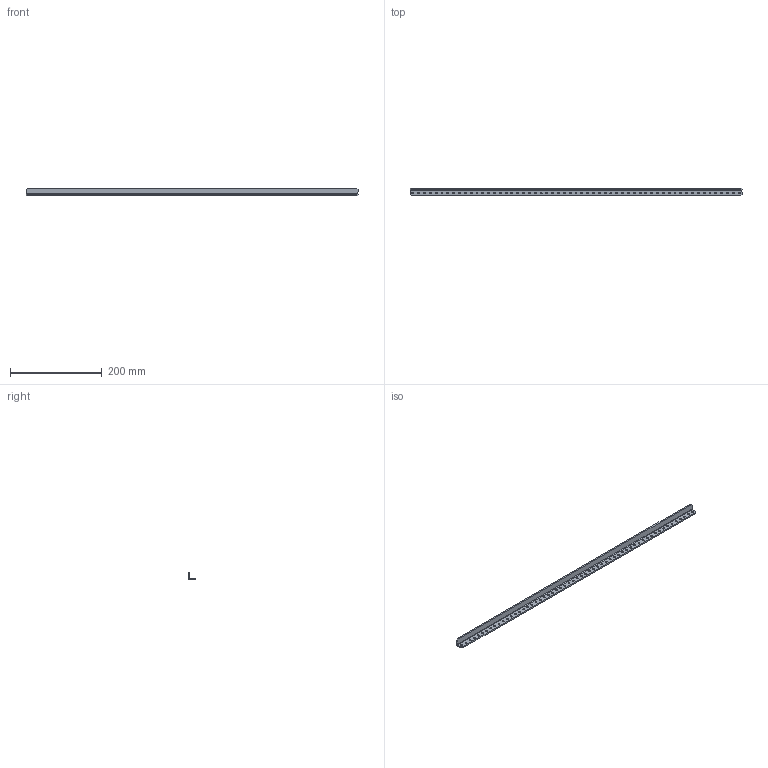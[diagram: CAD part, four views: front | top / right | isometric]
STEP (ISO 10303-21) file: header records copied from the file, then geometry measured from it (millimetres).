
FILE_DESCRIPTION (( 'STEP AP203' ), '1' );
FILE_NAME ('217-3648-004 Rev2.STEP', '2014-01-10T22:40:16', ( '' ), ( '' ), 'SwSTEP 2.0', 'SolidWorks 2013', '' );
FILE_SCHEMA (( 'CONFIG_CONTROL_DESIGN' ));
Length unit declared in the file: inch
Products named in the file (1): 217-3648-004 Rev2
Bounding box: 723.9 x 17.09 x 17.09 mm (x, y, z)
Volume: 66011.5 mm3; surface area: 48698.4 mm2
Topology: 1 solids, 1 shells, 132 faces, 382 edges, 252 vertices
Faces by surface type: cylinder 116, plane 16
Entity records: 4781 total; most frequent: DIRECTION 880, CARTESIAN_POINT 767, ORIENTED_EDGE 764, EDGE_CURVE 382, AXIS2_PLACEMENT_3D 365, VERTEX_POINT 252, EDGE_LOOP 246, CIRCLE 232
